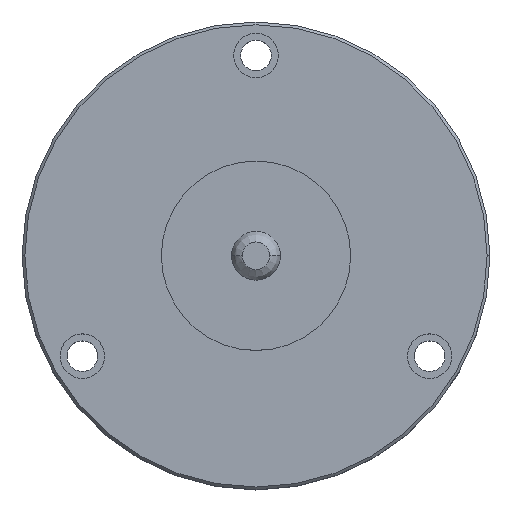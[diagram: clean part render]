
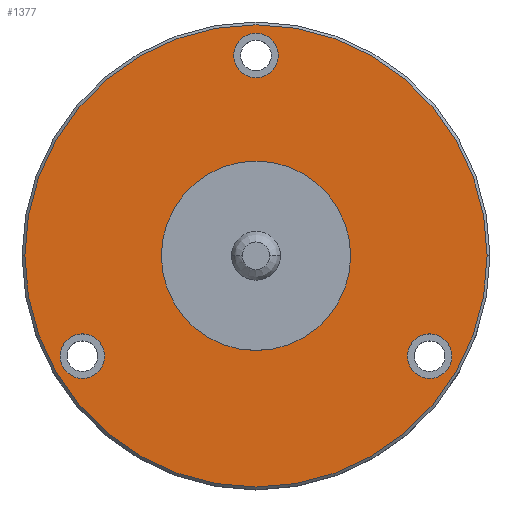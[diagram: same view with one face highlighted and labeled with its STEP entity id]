
A CAD part, top view. The second image highlights one B-rep face of the part: STEP entity #1377.
In plain terms, the highlighted planar face has unit normal (0, 0, 1).
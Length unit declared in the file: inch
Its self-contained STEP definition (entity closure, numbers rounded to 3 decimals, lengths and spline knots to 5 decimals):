
#577=CARTESIAN_POINT('',(-2.59375,0.,1.21875));
#578=VERTEX_POINT('',#577);
#585=CARTESIAN_POINT('',(2.59375,0.,1.21875));
#586=VERTEX_POINT('',#585);
#587=CARTESIAN_POINT('',(0.0,0.0,1.21875));
#588=DIRECTION('',(0.0,0.0,-1.0));
#589=DIRECTION('',(-1.0,0.0,0.0));
#590=AXIS2_PLACEMENT_3D('',#587,#588,#589);
#591=CIRCLE('',#590,2.59375);
#592=EDGE_CURVE('',#578,#586,#591,.T.);
#674=CARTESIAN_POINT('',(-1.94856,-1.375,1.21875));
#675=VERTEX_POINT('',#674);
#691=CARTESIAN_POINT('',(-1.94856,-0.875,1.21875));
#692=VERTEX_POINT('',#691);
#699=CARTESIAN_POINT('',(-1.94856,-1.125,1.21875));
#700=DIRECTION('',(0.0,0.0,-1.0));
#701=DIRECTION('',(0.0,-1.0,0.0));
#702=AXIS2_PLACEMENT_3D('',#699,#700,#701);
#703=CIRCLE('',#702,0.25);
#704=EDGE_CURVE('',#675,#692,#703,.T.);
#758=CARTESIAN_POINT('',(1.94856,-1.375,1.21875));
#759=VERTEX_POINT('',#758);
#775=CARTESIAN_POINT('',(1.94856,-0.875,1.21875));
#776=VERTEX_POINT('',#775);
#783=CARTESIAN_POINT('',(1.94856,-1.125,1.21875));
#784=DIRECTION('',(0.0,0.0,-1.0));
#785=DIRECTION('',(0.0,-1.0,0.0));
#786=AXIS2_PLACEMENT_3D('',#783,#784,#785);
#787=CIRCLE('',#786,0.25);
#788=EDGE_CURVE('',#759,#776,#787,.T.);
#842=CARTESIAN_POINT('',(0.0,2.0,1.21875));
#843=VERTEX_POINT('',#842);
#859=CARTESIAN_POINT('',(0.,2.5,1.21875));
#860=VERTEX_POINT('',#859);
#867=CARTESIAN_POINT('',(0.0,2.25,1.21875));
#868=DIRECTION('',(0.0,0.0,-1.0));
#869=DIRECTION('',(0.0,-1.0,0.0));
#870=AXIS2_PLACEMENT_3D('',#867,#868,#869);
#871=CIRCLE('',#870,0.25);
#872=EDGE_CURVE('',#843,#860,#871,.T.);
#884=CARTESIAN_POINT('',(-0.5,0.,1.21875));
#885=VERTEX_POINT('',#884);
#901=CARTESIAN_POINT('',(-0.09375,0.49113,1.21875));
#902=VERTEX_POINT('',#901);
#909=CARTESIAN_POINT('',(0.0,0.0,1.21875));
#910=DIRECTION('',(0.0,0.0,-1.0));
#911=DIRECTION('',(1.0,0.0,0.0));
#912=AXIS2_PLACEMENT_3D('',#909,#910,#911);
#913=CIRCLE('',#912,0.5);
#914=EDGE_CURVE('',#885,#902,#913,.T.);
#924=CARTESIAN_POINT('',(0.5,0.,1.21875));
#925=VERTEX_POINT('',#924);
#934=CARTESIAN_POINT('',(0.09375,0.49113,1.21875));
#935=VERTEX_POINT('',#934);
#936=CARTESIAN_POINT('',(0.0,0.0,1.21875));
#937=DIRECTION('',(0.0,0.0,-1.0));
#938=DIRECTION('',(1.0,0.0,0.0));
#939=AXIS2_PLACEMENT_3D('',#936,#937,#938);
#940=CIRCLE('',#939,0.5);
#941=EDGE_CURVE('',#935,#925,#940,.T.);
#966=CARTESIAN_POINT('',(0.09375,0.5987,1.21875));
#967=VERTEX_POINT('',#966);
#968=CARTESIAN_POINT('',(0.09375,0.5987,1.21875));
#969=DIRECTION('',(0.0,-1.0,0.0));
#970=VECTOR('',#969,0.10757);
#971=LINE('',#968,#970);
#972=EDGE_CURVE('',#967,#935,#971,.T.);
#997=CARTESIAN_POINT('',(-0.09375,0.5987,1.21875));
#998=VERTEX_POINT('',#997);
#999=CARTESIAN_POINT('',(-0.09375,0.49113,1.21875));
#1000=DIRECTION('',(0.0,1.0,0.0));
#1001=VECTOR('',#1000,0.10757);
#1002=LINE('',#999,#1001);
#1003=EDGE_CURVE('',#902,#998,#1002,.T.);
#1028=CARTESIAN_POINT('',(-0.09375,0.5987,1.21875));
#1029=DIRECTION('',(1.0,0.0,0.0));
#1030=VECTOR('',#1029,0.1875);
#1031=LINE('',#1028,#1030);
#1032=EDGE_CURVE('',#998,#967,#1031,.T.);
#1113=CARTESIAN_POINT('',(0.0,0.0,1.21875));
#1114=DIRECTION('',(0.0,0.0,-1.0));
#1115=DIRECTION('',(1.0,0.0,0.0));
#1116=AXIS2_PLACEMENT_3D('',#1113,#1114,#1115);
#1117=CIRCLE('',#1116,0.5);
#1118=EDGE_CURVE('',#925,#885,#1117,.T.);
#1129=CARTESIAN_POINT('',(0.0,2.25,1.21875));
#1130=DIRECTION('',(0.0,0.0,-1.0));
#1131=DIRECTION('',(0.0,-1.0,0.0));
#1132=AXIS2_PLACEMENT_3D('',#1129,#1130,#1131);
#1133=CIRCLE('',#1132,0.25);
#1134=EDGE_CURVE('',#860,#843,#1133,.T.);
#1185=CARTESIAN_POINT('',(1.94856,-1.125,1.21875));
#1186=DIRECTION('',(0.0,0.0,-1.0));
#1187=DIRECTION('',(0.0,-1.0,0.0));
#1188=AXIS2_PLACEMENT_3D('',#1185,#1186,#1187);
#1189=CIRCLE('',#1188,0.25);
#1190=EDGE_CURVE('',#776,#759,#1189,.T.);
#1241=CARTESIAN_POINT('',(-1.94856,-1.125,1.21875));
#1242=DIRECTION('',(0.0,0.0,-1.0));
#1243=DIRECTION('',(0.0,-1.0,0.0));
#1244=AXIS2_PLACEMENT_3D('',#1241,#1242,#1243);
#1245=CIRCLE('',#1244,0.25);
#1246=EDGE_CURVE('',#692,#675,#1245,.T.);
#1326=CARTESIAN_POINT('',(0.0,0.0,1.21875));
#1327=DIRECTION('',(0.0,0.0,-1.0));
#1328=DIRECTION('',(-1.0,0.0,0.0));
#1329=AXIS2_PLACEMENT_3D('',#1326,#1327,#1328);
#1330=CIRCLE('',#1329,2.59375);
#1331=EDGE_CURVE('',#586,#578,#1330,.T.);
#1348=CARTESIAN_POINT('',(2.625,0.0,1.21875));
#1349=DIRECTION('',(0.0,0.0,1.0));
#1350=DIRECTION('',(1.0,0.0,0.0));
#1351=AXIS2_PLACEMENT_3D('',#1348,#1349,#1350);
#1352=PLANE('',#1351);
#1353=ORIENTED_EDGE('',*,*,#1331,.F.);
#1354=ORIENTED_EDGE('',*,*,#592,.F.);
#1355=EDGE_LOOP('',(#1353,#1354));
#1356=FACE_OUTER_BOUND('',#1355,.T.);
#1357=ORIENTED_EDGE('',*,*,#972,.T.);
#1358=ORIENTED_EDGE('',*,*,#941,.T.);
#1359=ORIENTED_EDGE('',*,*,#1118,.T.);
#1360=ORIENTED_EDGE('',*,*,#914,.T.);
#1361=ORIENTED_EDGE('',*,*,#1003,.T.);
#1362=ORIENTED_EDGE('',*,*,#1032,.T.);
#1363=EDGE_LOOP('',(#1357,#1358,#1359,#1360,#1361,#1362));
#1364=FACE_BOUND('',#1363,.T.);
#1365=ORIENTED_EDGE('',*,*,#872,.T.);
#1366=ORIENTED_EDGE('',*,*,#1134,.T.);
#1367=EDGE_LOOP('',(#1365,#1366));
#1368=FACE_BOUND('',#1367,.T.);
#1369=ORIENTED_EDGE('',*,*,#788,.T.);
#1370=ORIENTED_EDGE('',*,*,#1190,.T.);
#1371=EDGE_LOOP('',(#1369,#1370));
#1372=FACE_BOUND('',#1371,.T.);
#1373=ORIENTED_EDGE('',*,*,#704,.T.);
#1374=ORIENTED_EDGE('',*,*,#1246,.T.);
#1375=EDGE_LOOP('',(#1373,#1374));
#1376=FACE_BOUND('',#1375,.T.);
#1377=ADVANCED_FACE('',(#1356,#1364,#1368,#1372,#1376),#1352,.T.);
